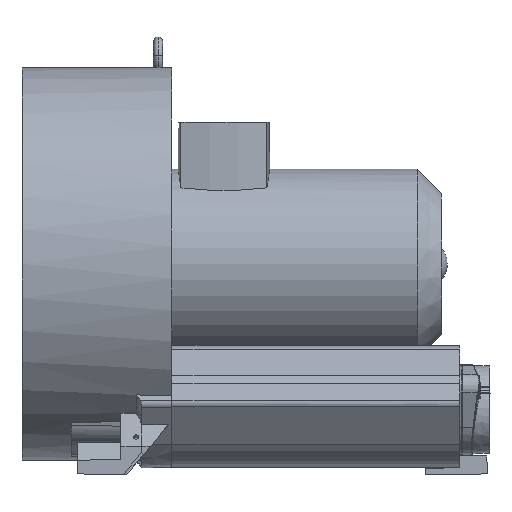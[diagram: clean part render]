
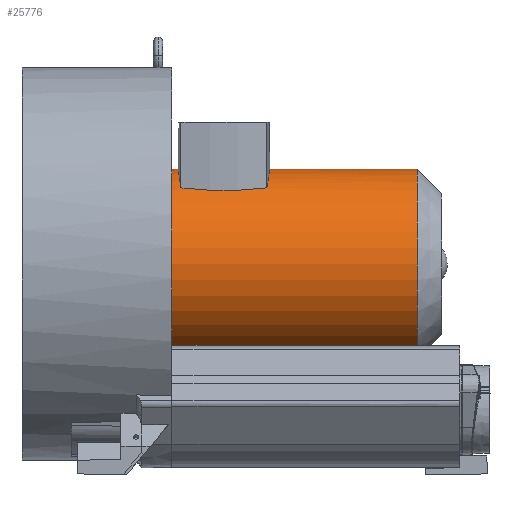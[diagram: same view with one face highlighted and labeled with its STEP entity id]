
A CAD part, left-side view. The second image highlights one B-rep face of the part: STEP entity #25776.
In plain terms, the highlighted cylindrical face has radius 135 mm (diameter 270 mm), a partial arc.
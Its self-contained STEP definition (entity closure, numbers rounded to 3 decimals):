
#262 = VERTEX_POINT ( 'NONE', #14287 ) ;
#700 = EDGE_CURVE ( 'NONE', #15838, #17682, #12219, .T. ) ;
#704 = CARTESIAN_POINT ( 'NONE',  ( -74.431, -274.368, 112.685 ) ) ;
#1418 = DIRECTION ( 'NONE',  ( 0., -1., 0. ) ) ;
#1836 = CARTESIAN_POINT ( 'NONE',  ( -83.018, -171.592, 106.457 ) ) ;
#1881 = DIRECTION ( 'NONE',  ( 0., -1., 0. ) ) ;
#1987 = CARTESIAN_POINT ( 'NONE',  ( -83.524, -176.724, 106.06 ) ) ;
#2299 = CIRCLE ( 'NONE', #21453, 135. ) ;
#2402 = CARTESIAN_POINT ( 'NONE',  ( -69.852, -274.792, 115.538 ) ) ;
#2536 = CARTESIAN_POINT ( 'NONE',  ( -14.262, -277.606, 134.439 ) ) ;
#2740 = LINE ( 'NONE', #18117, #25063 ) ;
#2983 = CARTESIAN_POINT ( 'NONE',  ( -28.433, -147.605, 132.021 ) ) ;
#3641 = CARTESIAN_POINT ( 'NONE',  ( -38.872, -148.006, 129.295 ) ) ;
#3963 = CARTESIAN_POINT ( 'NONE',  ( -85.154, -222.803, 104.756 ) ) ;
#3999 = EDGE_CURVE ( 'NONE', #17682, #9035, #22626, .T. ) ;
#4148 = VECTOR ( 'NONE', #5597, 1000. ) ;
#4309 = EDGE_CURVE ( 'NONE', #24321, #13684, #25249, .T. ) ;
#4523 = CARTESIAN_POINT ( 'NONE',  ( 0., -277.561, 135. ) ) ;
#5111 = CARTESIAN_POINT ( 'NONE',  ( -55.765, -148.952, 123.151 ) ) ;
#5246 = B_SPLINE_CURVE_WITH_KNOTS ( 'NONE', 3,
 ( #15948, #13805, #27605, #5111, #13944, #26644, #3641, #17939, #22384, #2983, #22662, #25315, #12330, #11678 ),
 .UNSPECIFIED., .F., .F.,
 ( 4, 2, 2, 2, 2, 2, 4 ),
 ( 0.091, 0.113, 0.134, 0.139, 0.145, 0.156, 0.177 ),
 .UNSPECIFIED. ) ;
#5297 = CARTESIAN_POINT ( 'NONE',  ( -80.302, -273.766, 108.52 ) ) ;
#5511 = CARTESIAN_POINT ( 'NONE',  ( 0., -138.3, 0. ) ) ;
#5597 = DIRECTION ( 'NONE',  ( 0., -1., 0. ) ) ;
#5689 = DIRECTION ( 'NONE',  ( 0., 0., 1. ) ) ;
#5764 = CARTESIAN_POINT ( 'NONE',  ( 0., -488.05, -135. ) ) ;
#6193 = VERTEX_POINT ( 'NONE', #22185 ) ;
#6241 = CARTESIAN_POINT ( 'NONE',  ( -81.113, -156.222, 107.92 ) ) ;
#6804 = CARTESIAN_POINT ( 'NONE',  ( -68.306, -274.93, 116.458 ) ) ;
#6945 = ORIENTED_EDGE ( 'NONE', *, *, #16007, .F. ) ;
#6957 = CARTESIAN_POINT ( 'NONE',  ( -77.406, -274.072, 110.663 ) ) ;
#7098 = CARTESIAN_POINT ( 'NONE',  ( -28.483, -277.287, 131.973 ) ) ;
#7378 = ORIENTED_EDGE ( 'NONE', *, *, #12935, .F. ) ;
#7536 = CARTESIAN_POINT ( 'NONE',  ( 0., -488.05, 135. ) ) ;
#7598 = CARTESIAN_POINT ( 'NONE',  ( 0., -89.25, 135. ) ) ;
#9035 = VERTEX_POINT ( 'NONE', #7536 ) ;
#10540 = CARTESIAN_POINT ( 'NONE',  ( -84.762, -192.108, 105.079 ) ) ;
#10909 = VERTEX_POINT ( 'NONE', #27215 ) ;
#10940 = AXIS2_PLACEMENT_3D ( 'NONE', #17106, #1881, #12699 ) ;
#11034 = EDGE_CURVE ( 'NONE', #13684, #6193, #20371, .T. ) ;
#11229 = CARTESIAN_POINT ( 'NONE',  ( -80.302, -273.766, 108.52 ) ) ;
#11635 = CARTESIAN_POINT ( 'NONE',  ( 0., -277.561, 135. ) ) ;
#11654 = CARTESIAN_POINT ( 'NONE',  ( -49.023, -276.39, 125.986 ) ) ;
#11678 = CARTESIAN_POINT ( 'NONE',  ( 0., -147.339, 135. ) ) ;
#12060 = DIRECTION ( 'NONE',  ( 0., -1., 0. ) ) ;
#12200 = ORIENTED_EDGE ( 'NONE', *, *, #700, .T. ) ;
#12219 = LINE ( 'NONE', #27634, #28088 ) ;
#12330 = CARTESIAN_POINT ( 'NONE',  ( -7.212, -147.261, 135. ) ) ;
#12656 = CARTESIAN_POINT ( 'NONE',  ( -85.16, -202.349, 104.751 ) ) ;
#12699 = DIRECTION ( 'NONE',  ( 0., 0., -1. ) ) ;
#12935 = EDGE_CURVE ( 'NONE', #24321, #9035, #2740, .T. ) ;
#13208 = CARTESIAN_POINT ( 'NONE',  ( -83.133, -253.412, 106.372 ) ) ;
#13220 = CARTESIAN_POINT ( 'NONE',  ( -55.602, -275.96, 123.228 ) ) ;
#13252 = EDGE_CURVE ( 'NONE', #262, #15838, #2299, .T. ) ;
#13509 = CARTESIAN_POINT ( 'NONE',  ( -63.587, -275.33, 119.1 ) ) ;
#13676 = ORIENTED_EDGE ( 'NONE', *, *, #3999, .T. ) ;
#13684 = VERTEX_POINT ( 'NONE', #5297 ) ;
#13786 = CARTESIAN_POINT ( 'NONE',  ( -65.174, -275.199, 118.239 ) ) ;
#13805 = CARTESIAN_POINT ( 'NONE',  ( -74.497, -150.52, 112.815 ) ) ;
#13944 = CARTESIAN_POINT ( 'NONE',  ( -49.177, -148.518, 125.932 ) ) ;
#14197 = DIRECTION ( 'NONE',  ( 0., 0., -1. ) ) ;
#14287 = CARTESIAN_POINT ( 'NONE',  ( 0., -138.3, 135. ) ) ;
#14699 = CYLINDRICAL_SURFACE ( 'NONE', #10940, 135. ) ;
#14938 = CARTESIAN_POINT ( 'NONE',  ( -80.302, -151.134, 108.52 ) ) ;
#14978 = FACE_OUTER_BOUND ( 'NONE', #27211, .T. ) ;
#15359 = CARTESIAN_POINT ( 'NONE',  ( -23.183, -277.427, 133.007 ) ) ;
#15648 = CARTESIAN_POINT ( 'NONE',  ( -24.959, -277.384, 132.685 ) ) ;
#15838 = VERTEX_POINT ( 'NONE', #24706 ) ;
#15948 = CARTESIAN_POINT ( 'NONE',  ( -80.302, -151.134, 108.52 ) ) ;
#16007 = EDGE_CURVE ( 'NONE', #262, #10909, #22988, .T. ) ;
#16672 = AXIS2_PLACEMENT_3D ( 'NONE', #27660, #25227, #5689 ) ;
#17106 = CARTESIAN_POINT ( 'NONE',  ( 0., -89.25, 0. ) ) ;
#17639 = CARTESIAN_POINT ( 'NONE',  ( -7.129, -277.639, 135. ) ) ;
#17682 = VERTEX_POINT ( 'NONE', #5764 ) ;
#17939 = CARTESIAN_POINT ( 'NONE',  ( -35.404, -147.858, 130.287 ) ) ;
#18063 = CARTESIAN_POINT ( 'NONE',  ( -30.233, -277.231, 131.583 ) ) ;
#18117 = CARTESIAN_POINT ( 'NONE',  ( 0., -89.25, 135. ) ) ;
#19093 = ORIENTED_EDGE ( 'NONE', *, *, #25226, .T. ) ;
#19212 = CARTESIAN_POINT ( 'NONE',  ( -81.824, -161.33, 107.38 ) ) ;
#19368 = ORIENTED_EDGE ( 'NONE', *, *, #11034, .T. ) ;
#19485 = CARTESIAN_POINT ( 'NONE',  ( -82.738, -169.024, 106.675 ) ) ;
#20371 = B_SPLINE_CURVE_WITH_KNOTS ( 'NONE', 3,
 ( #27781, #25773, #13208, #23487, #3963, #12656, #10540, #21375, #1987, #1836, #19485, #19212, #6241, #14938 ),
 .UNSPECIFIED., .F., .F.,
 ( 4, 2, 2, 2, 2, 2, 4 ),
 ( 0., 0.031, 0.061, 0.092, 0.1, 0.107, 0.123 ),
 .UNSPECIFIED. ) ;
#20835 = ORIENTED_EDGE ( 'NONE', *, *, #13252, .T. ) ;
#21375 = CARTESIAN_POINT ( 'NONE',  ( -83.752, -179.288, 105.881 ) ) ;
#21453 = AXIS2_PLACEMENT_3D ( 'NONE', #5511, #12060, #14197 ) ;
#22185 = CARTESIAN_POINT ( 'NONE',  ( -80.302, -151.134, 108.52 ) ) ;
#22221 = CARTESIAN_POINT ( 'NONE',  ( -35.448, -277.047, 130.312 ) ) ;
#22384 = CARTESIAN_POINT ( 'NONE',  ( -33.665, -147.79, 130.747 ) ) ;
#22626 = CIRCLE ( 'NONE', #16672, 135. ) ;
#22662 = CARTESIAN_POINT ( 'NONE',  ( -24.925, -147.508, 132.727 ) ) ;
#22819 = ORIENTED_EDGE ( 'NONE', *, *, #4309, .T. ) ;
#22988 = LINE ( 'NONE', #7598, #4148 ) ;
#23487 = CARTESIAN_POINT ( 'NONE',  ( -84.748, -233.015, 105.089 ) ) ;
#24321 = VERTEX_POINT ( 'NONE', #11635 ) ;
#24687 = DIRECTION ( 'NONE',  ( 0., -1., 0. ) ) ;
#24706 = CARTESIAN_POINT ( 'NONE',  ( 0., -138.3, -135. ) ) ;
#25063 = VECTOR ( 'NONE', #24687, 1000. ) ;
#25226 = EDGE_CURVE ( 'NONE', #6193, #10909, #5246, .T. ) ;
#25227 = DIRECTION ( 'NONE',  ( 0., 1., 0. ) ) ;
#25249 = B_SPLINE_CURVE_WITH_KNOTS ( 'NONE', 3,
 ( #4523, #17639, #2536, #15359, #15648, #7098, #18063, #22221, #26344, #11654, #13220, #13509, #13786, #6804, #2402, #704, #6957, #11229 ),
 .UNSPECIFIED., .F., .F.,
 ( 4, 2, 2, 2, 2, 2, 2, 2, 4 ),
 ( 0.159, 0.181, 0.186, 0.192, 0.202, 0.224, 0.229, 0.234, 0.245 ),
 .UNSPECIFIED. ) ;
#25315 = CARTESIAN_POINT ( 'NONE',  ( -14.344, -147.296, 134.426 ) ) ;
#25773 = CARTESIAN_POINT ( 'NONE',  ( -81.923, -263.596, 107.32 ) ) ;
#25776 = ADVANCED_FACE ( 'NONE', ( #14978 ), #14699, .T. ) ;
#26344 = CARTESIAN_POINT ( 'NONE',  ( -38.877, -276.9, 129.33 ) ) ;
#26644 = CARTESIAN_POINT ( 'NONE',  ( -40.605, -148.087, 128.761 ) ) ;
#27211 = EDGE_LOOP ( 'NONE', ( #6945, #20835, #12200, #13676, #7378, #22819, #19368, #19093 ) ) ;
#27215 = CARTESIAN_POINT ( 'NONE',  ( 0., -147.339, 135. ) ) ;
#27605 = CARTESIAN_POINT ( 'NONE',  ( -68.425, -149.953, 116.592 ) ) ;
#27634 = CARTESIAN_POINT ( 'NONE',  ( 0., -89.25, -135. ) ) ;
#27660 = CARTESIAN_POINT ( 'NONE',  ( 0., -488.05, 0. ) ) ;
#27781 = CARTESIAN_POINT ( 'NONE',  ( -80.302, -273.766, 108.52 ) ) ;
#28088 = VECTOR ( 'NONE', #1418, 1000. ) ;
